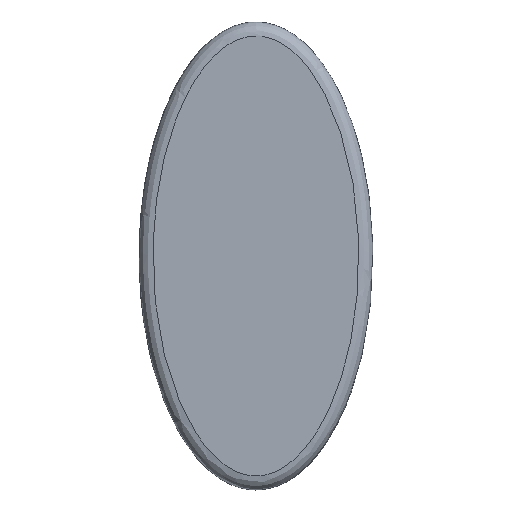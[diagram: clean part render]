
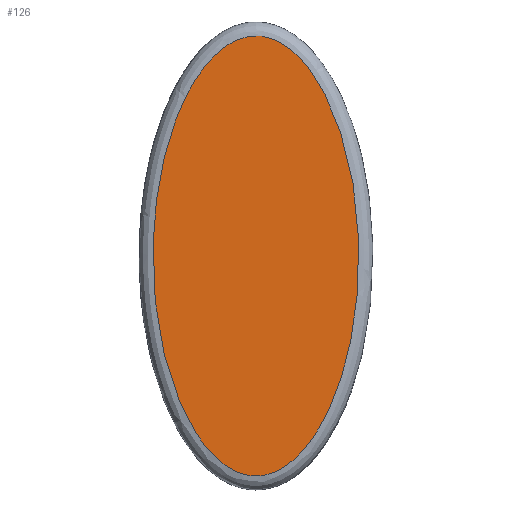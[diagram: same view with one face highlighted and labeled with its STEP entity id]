
A CAD part, top view. The second image highlights one B-rep face of the part: STEP entity #126.
In plain terms, the highlighted free-form (B-spline) face has degree [1, 1] with [2, 2] control points.
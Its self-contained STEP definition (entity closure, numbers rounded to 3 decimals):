
#126 = ADVANCED_FACE('',(#127),#187,.T.);
#127 = FACE_BOUND('',#128,.T.);
#128 = EDGE_LOOP('',(#129,#140));
#129 = ORIENTED_EDGE('',*,*,#130,.T.);
#130 = EDGE_CURVE('',#131,#133,#135,.T.);
#131 = VERTEX_POINT('',#132);
#132 = CARTESIAN_POINT('',(0.,62.817,
    4.678));
#133 = VERTEX_POINT('',#134);
#134 = CARTESIAN_POINT('',(0.,62.817,
    4.678));
#135 = B_SPLINE_CURVE_WITH_KNOTS('',3,(#136,#137,#138,#139),
  .UNSPECIFIED.,.F.,.F.,(4,4),(0.,0.),
  .PIECEWISE_BEZIER_KNOTS.);
#136 = CARTESIAN_POINT('',(0.,62.817,
    4.678));
#137 = CARTESIAN_POINT('',(0.,62.817,
    4.678));
#138 = CARTESIAN_POINT('',(0.,62.817,
    4.678));
#139 = CARTESIAN_POINT('',(0.,62.817,
    4.678));
#140 = ORIENTED_EDGE('',*,*,#141,.T.);
#141 = EDGE_CURVE('',#133,#131,#142,.T.);
#142 = B_SPLINE_CURVE_WITH_KNOTS('',3,(#143,#144,#145,#146,#147,#148,
    #149,#150,#151,#152,#153,#154,#155,#156,#157,#158,#159,#160,#161,
    #162,#163,#164,#165,#166,#167,#168,#169,#170,#171,#172,#173,#174,
    #175,#176,#177,#178,#179,#180,#181,#182,#183,#184,#185,#186),
  .UNSPECIFIED.,.T.,.F.,(1,1,1,1,1,1,1,1,1,1,1,1,1,1,1,1,1,1,1,1,1,1,1,1
    ,1,1,1,1,1,1,1,1,1,1,1,1,1,1,1,1,1,1,1,1,1,1,1,1),(
    -0.011,-0.007,-0.004,
    0.,0.004,0.007,
    0.011,0.014,0.021,
    0.028,0.035,0.043,
    0.05,0.057,0.064,
    0.071,0.078,0.085,
    0.092,0.096,0.099,
    0.103,0.106,0.11,0.113,
    0.117,0.12,0.124,0.128,
    0.135,0.142,0.149,0.156,
    0.163,0.17,0.177,0.184,
    0.191,0.198,0.206,0.213,
    0.216,0.22,0.223,0.227,
    0.23,0.234,0.237),.UNSPECIFIED.);
#143 = CARTESIAN_POINT('',(4.721,62.202,4.678
    ));
#144 = CARTESIAN_POINT('',(0.008,63.127,
    4.678));
#145 = CARTESIAN_POINT('',(-4.752,62.192,4.678
    ));
#146 = CARTESIAN_POINT('',(-8.868,59.903,
    4.678));
#147 = CARTESIAN_POINT('',(-12.451,56.764,
    4.678));
#148 = CARTESIAN_POINT('',(-16.492,51.924,
    4.678));
#149 = CARTESIAN_POINT('',(-20.392,45.257,
    4.678));
#150 = CARTESIAN_POINT('',(-23.939,36.511,
    4.678));
#151 = CARTESIAN_POINT('',(-26.451,27.61,4.678
    ));
#152 = CARTESIAN_POINT('',(-28.169,18.549,4.678
    ));
#153 = CARTESIAN_POINT('',(-29.177,9.369,4.678
    ));
#154 = CARTESIAN_POINT('',(-29.515,0.025,
    4.678));
#155 = CARTESIAN_POINT('',(-29.184,-9.26,
    4.678));
#156 = CARTESIAN_POINT('',(-28.183,-18.453,
    4.678));
#157 = CARTESIAN_POINT('',(-26.472,-27.54,
    4.678));
#158 = CARTESIAN_POINT('',(-23.918,-36.568,4.678
    ));
#159 = CARTESIAN_POINT('',(-21.003,-43.761,
    4.678));
#160 = CARTESIAN_POINT('',(-18.065,-49.224,
    4.678));
#161 = CARTESIAN_POINT('',(-15.462,-53.165,
    4.678));
#162 = CARTESIAN_POINT('',(-12.469,-56.738,4.678
    ));
#163 = CARTESIAN_POINT('',(-8.918,-59.87,4.678
    ));
#164 = CARTESIAN_POINT('',(-4.787,-62.175,
    4.678));
#165 = CARTESIAN_POINT('',(-0.095,-63.121,
    4.678));
#166 = CARTESIAN_POINT('',(4.621,-62.239,4.678
    ));
#167 = CARTESIAN_POINT('',(8.755,-59.984,4.678)
  );
#168 = CARTESIAN_POINT('',(12.324,-56.891,
    4.678));
#169 = CARTESIAN_POINT('',(16.379,-52.092,4.678
    ));
#170 = CARTESIAN_POINT('',(20.341,-45.366,4.678)
  );
#171 = CARTESIAN_POINT('',(23.886,-36.665,4.678)
  );
#172 = CARTESIAN_POINT('',(26.43,-27.712,
    4.678));
#173 = CARTESIAN_POINT('',(28.161,-18.613,
    4.678));
#174 = CARTESIAN_POINT('',(29.179,-9.355,
    4.678));
#175 = CARTESIAN_POINT('',(29.514,-0.005,
    4.678));
#176 = CARTESIAN_POINT('',(29.184,9.245,4.678
    ));
#177 = CARTESIAN_POINT('',(28.185,18.441,
    4.678));
#178 = CARTESIAN_POINT('',(26.467,27.565,
    4.678));
#179 = CARTESIAN_POINT('',(23.902,36.611,
    4.678));
#180 = CARTESIAN_POINT('',(20.42,45.204,4.678
    ));
#181 = CARTESIAN_POINT('',(16.434,52.009,
    4.678));
#182 = CARTESIAN_POINT('',(12.433,56.777,4.678
    ));
#183 = CARTESIAN_POINT('',(8.869,59.906,4.678
    ));
#184 = CARTESIAN_POINT('',(4.721,62.202,4.678
    ));
#185 = CARTESIAN_POINT('',(0.008,63.127,
    4.678));
#186 = CARTESIAN_POINT('',(-4.752,62.192,4.678
    ));
#187 = B_SPLINE_SURFACE_WITH_KNOTS('',1,1,(
    (#188,#189)
    ,(#190,#191
    )),.UNSPECIFIED.,.F.,.F.,.F.,(2,2),(2,2),(-22.084,
    22.083),(-47.228,47.001),
  .PIECEWISE_BEZIER_KNOTS.);
#188 = CARTESIAN_POINT('',(-29.515,-63.121,
    4.678));
#189 = CARTESIAN_POINT('',(-29.515,62.818,4.678
    ));
#190 = CARTESIAN_POINT('',(29.514,-63.121,
    4.678));
#191 = CARTESIAN_POINT('',(29.514,62.818,4.678
    ));
